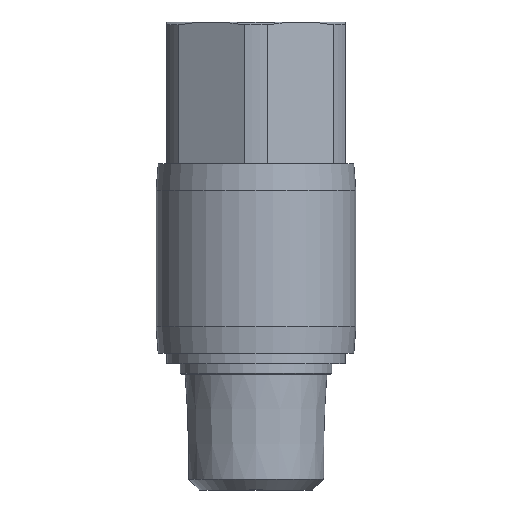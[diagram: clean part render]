
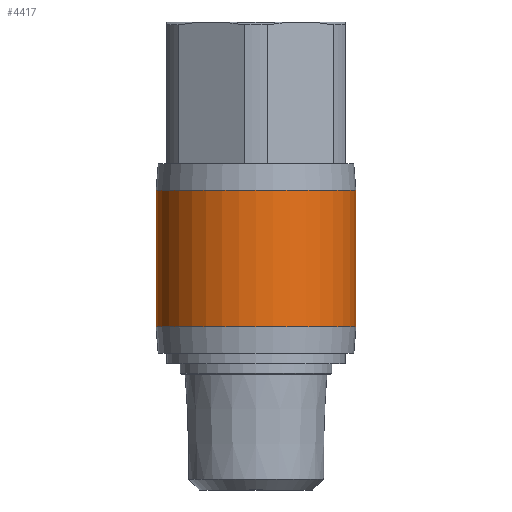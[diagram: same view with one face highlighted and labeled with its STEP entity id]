
A CAD part, left-side view. The second image highlights one B-rep face of the part: STEP entity #4417.
In plain terms, the highlighted cylindrical face has radius 9.5 mm (diameter 19 mm), a full revolution.
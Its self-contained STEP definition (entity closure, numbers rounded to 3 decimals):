
#1338=B_SPLINE_CURVE_WITH_KNOTS('',3,(#6231,#6232,#6233,#6234,#6235,#6236,
#6237,#6238,#6239,#6240,#6241,#6242,#6243,#6244,#6245,#6246,#6247,#6248,
#6249,#6250,#6251,#6252,#6253,#6254,#6255,#6256,#6257,#6258,#6259,#6260,
#6261,#6262,#6263,#6264),.UNSPECIFIED.,.T.,.F.,(4,2,2,2,2,2,2,2,2,2,2,2,
2,2,2,2,4),(0.,0.153,0.306,0.458,0.611,
0.764,0.916,1.069,1.222,1.375,
1.528,1.681,1.833,1.986,2.139,
2.291,2.444),.UNSPECIFIED.);
#1353=FACE_BOUND('',#1654,.T.);
#1354=FACE_BOUND('',#1655,.T.);
#1395=FACE_OUTER_BOUND('',#1653,.T.);
#1653=EDGE_LOOP('',(#3098));
#1654=EDGE_LOOP('',(#3099));
#1655=EDGE_LOOP('',(#3100));
#1938=CIRCLE('',#4693,9.5);
#1939=CIRCLE('',#4695,9.5);
#1996=VERTEX_POINT('',#6230);
#2000=VERTEX_POINT('',#6274);
#2001=VERTEX_POINT('',#6277);
#2437=EDGE_CURVE('',#1996,#1996,#1338,.T.);
#2441=EDGE_CURVE('',#2000,#2000,#1938,.T.);
#2442=EDGE_CURVE('',#2001,#2001,#1939,.T.);
#3098=ORIENTED_EDGE('',*,*,#2441,.F.);
#3099=ORIENTED_EDGE('',*,*,#2437,.F.);
#3100=ORIENTED_EDGE('',*,*,#2442,.T.);
#4386=CYLINDRICAL_SURFACE('',#4697,9.5);
#4417=ADVANCED_FACE('',(#1395,#1353,#1354),#4386,.T.);
#4693=AXIS2_PLACEMENT_3D('',#6275,#5047,#5048);
#4695=AXIS2_PLACEMENT_3D('',#6278,#5051,#5052);
#4697=AXIS2_PLACEMENT_3D('',#6281,#5055,#5056);
#5047=DIRECTION('center_axis',(0.,0.,1.));
#5048=DIRECTION('ref_axis',(1.,0.,0.));
#5051=DIRECTION('center_axis',(0.,0.,1.));
#5052=DIRECTION('ref_axis',(1.,0.,0.));
#5055=DIRECTION('center_axis',(0.,0.,1.));
#5056=DIRECTION('ref_axis',(1.,0.,0.));
#6230=CARTESIAN_POINT('',(38.024,17.287,5.502));
#6231=CARTESIAN_POINT('Ctrl Pts',(37.141,13.287,1.502));
#6232=CARTESIAN_POINT('Ctrl Pts',(37.141,13.287,0.992));
#6233=CARTESIAN_POINT('Ctrl Pts',(37.191,13.39,0.454));
#6234=CARTESIAN_POINT('Ctrl Pts',(37.364,13.8,-0.529));
#6235=CARTESIAN_POINT('Ctrl Pts',(37.484,14.107,-0.975));
#6236=CARTESIAN_POINT('Ctrl Pts',(37.703,14.81,-1.678));
#6237=CARTESIAN_POINT('Ctrl Pts',(37.818,15.255,-1.985));
#6238=CARTESIAN_POINT('Ctrl Pts',(37.979,16.239,-2.395));
#6239=CARTESIAN_POINT('Ctrl Pts',(38.024,16.778,-2.498));
#6240=CARTESIAN_POINT('Ctrl Pts',(38.024,17.796,-2.498));
#6241=CARTESIAN_POINT('Ctrl Pts',(37.979,18.334,-2.395));
#6242=CARTESIAN_POINT('Ctrl Pts',(37.818,19.318,-1.985));
#6243=CARTESIAN_POINT('Ctrl Pts',(37.703,19.764,-1.678));
#6244=CARTESIAN_POINT('Ctrl Pts',(37.484,20.467,-0.975));
#6245=CARTESIAN_POINT('Ctrl Pts',(37.364,20.774,-0.529));
#6246=CARTESIAN_POINT('Ctrl Pts',(37.191,21.184,0.454));
#6247=CARTESIAN_POINT('Ctrl Pts',(37.141,21.287,0.992));
#6248=CARTESIAN_POINT('Ctrl Pts',(37.141,21.287,2.011));
#6249=CARTESIAN_POINT('Ctrl Pts',(37.191,21.184,2.55));
#6250=CARTESIAN_POINT('Ctrl Pts',(37.364,20.774,3.533));
#6251=CARTESIAN_POINT('Ctrl Pts',(37.484,20.467,3.978));
#6252=CARTESIAN_POINT('Ctrl Pts',(37.703,19.764,4.682));
#6253=CARTESIAN_POINT('Ctrl Pts',(37.818,19.318,4.989));
#6254=CARTESIAN_POINT('Ctrl Pts',(37.979,18.334,5.399));
#6255=CARTESIAN_POINT('Ctrl Pts',(38.024,17.796,5.502));
#6256=CARTESIAN_POINT('Ctrl Pts',(38.024,16.778,5.502));
#6257=CARTESIAN_POINT('Ctrl Pts',(37.979,16.239,5.399));
#6258=CARTESIAN_POINT('Ctrl Pts',(37.818,15.255,4.989));
#6259=CARTESIAN_POINT('Ctrl Pts',(37.703,14.81,4.682));
#6260=CARTESIAN_POINT('Ctrl Pts',(37.484,14.107,3.978));
#6261=CARTESIAN_POINT('Ctrl Pts',(37.364,13.8,3.533));
#6262=CARTESIAN_POINT('Ctrl Pts',(37.191,13.39,2.55));
#6263=CARTESIAN_POINT('Ctrl Pts',(37.141,13.287,2.011));
#6264=CARTESIAN_POINT('Ctrl Pts',(37.141,13.287,1.502));
#6274=CARTESIAN_POINT('',(19.024,17.287,8.002));
#6275=CARTESIAN_POINT('Origin',(28.524,17.287,8.002));
#6277=CARTESIAN_POINT('',(19.024,17.287,-4.998));
#6278=CARTESIAN_POINT('Origin',(28.524,17.287,-4.998));
#6281=CARTESIAN_POINT('Origin',(28.524,17.287,1.502));
